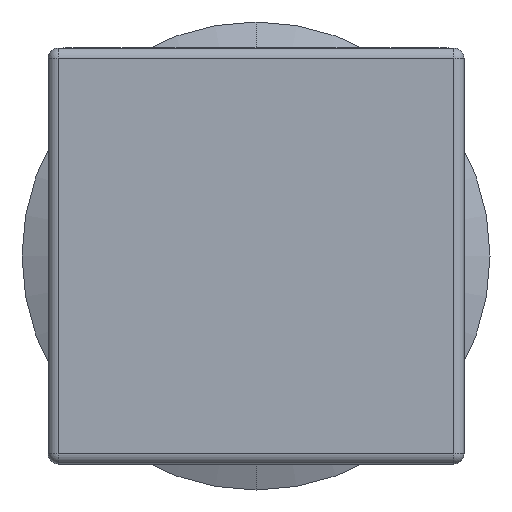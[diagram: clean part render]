
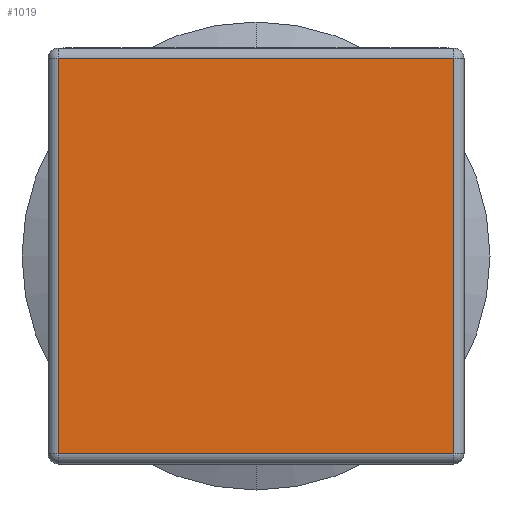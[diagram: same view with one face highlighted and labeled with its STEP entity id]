
A CAD part, front view. The second image highlights one B-rep face of the part: STEP entity #1019.
In plain terms, the highlighted planar face has unit normal (0, -1, 0).
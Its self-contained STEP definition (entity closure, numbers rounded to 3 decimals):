
#17=DIRECTION('',(0.,0.,-1.));
#18=VECTOR('',#17,7.6);
#19=CARTESIAN_POINT('',(-3.8,0.,3.8));
#20=LINE('',#19,#18);
#25=DIRECTION('',(-1.,0.,0.));
#26=VECTOR('',#25,7.6);
#27=CARTESIAN_POINT('',(3.8,0.,3.8));
#28=LINE('',#27,#26);
#32=DIRECTION('',(0.,0.,1.));
#33=VECTOR('',#32,7.6);
#34=CARTESIAN_POINT('',(3.8,0.,-3.8));
#35=LINE('',#34,#33);
#39=DIRECTION('',(1.,0.,0.));
#40=VECTOR('',#39,7.6);
#41=CARTESIAN_POINT('',(-3.8,0.,-3.8));
#42=LINE('',#41,#40);
#950=CARTESIAN_POINT('',(-3.8,0.,3.8));
#951=CARTESIAN_POINT('',(-3.8,0.,-3.8));
#952=VERTEX_POINT('',#950);
#953=VERTEX_POINT('',#951);
#958=CARTESIAN_POINT('',(3.8,0.,-3.8));
#959=VERTEX_POINT('',#958);
#964=CARTESIAN_POINT('',(3.8,0.,3.8));
#965=VERTEX_POINT('',#964);
#1004=CARTESIAN_POINT('',(0.,0.,0.));
#1005=DIRECTION('',(0.,1.,0.));
#1006=DIRECTION('',(1.,0.,0.));
#1007=AXIS2_PLACEMENT_3D('',#1004,#1005,#1006);
#1008=PLANE('',#1007);
#1010=ORIENTED_EDGE('',*,*,#1009,.F.);
#1012=ORIENTED_EDGE('',*,*,#1011,.F.);
#1014=ORIENTED_EDGE('',*,*,#1013,.F.);
#1016=ORIENTED_EDGE('',*,*,#1015,.F.);
#1017=EDGE_LOOP('',(#1010,#1012,#1014,#1016));
#1018=FACE_OUTER_BOUND('',#1017,.F.);
#1019=ADVANCED_FACE('',(#1018),#1008,.F.);
#1009=EDGE_CURVE('',#952,#953,#20,.T.);
#1011=EDGE_CURVE('',#965,#952,#28,.T.);
#1013=EDGE_CURVE('',#959,#965,#35,.T.);
#1015=EDGE_CURVE('',#953,#959,#42,.T.);
